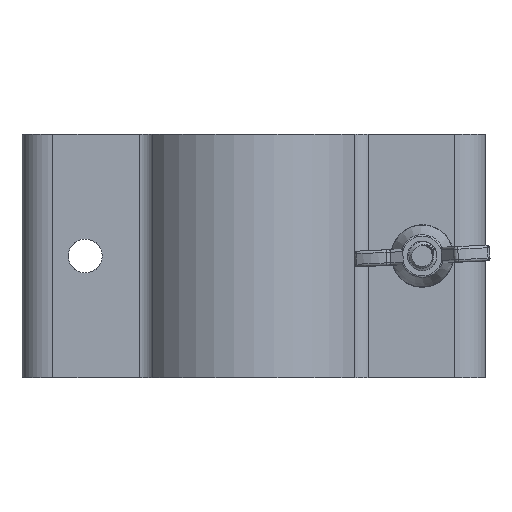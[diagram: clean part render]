
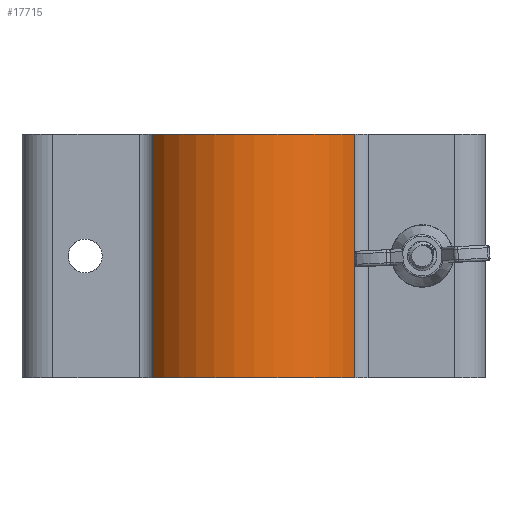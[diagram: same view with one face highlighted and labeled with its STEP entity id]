
A CAD part, front view. The second image highlights one B-rep face of the part: STEP entity #17715.
In plain terms, the highlighted cylindrical face has radius 19.4 mm (diameter 38.8 mm), a partial arc.
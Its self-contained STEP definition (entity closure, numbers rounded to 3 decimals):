
#109 = FACE_OUTER_BOUND ( 'NONE', #19214, .T. ) ;
#336 = VECTOR ( 'NONE', #7579, 1000. ) ;
#504 = CIRCLE ( 'NONE', #13104, 19.4 ) ;
#632 = CARTESIAN_POINT ( 'NONE',  ( 16.64, 11.234, 40. ) ) ;
#2564 = DIRECTION ( 'NONE',  ( 0., 0., -1. ) ) ;
#2601 = EDGE_CURVE ( 'NONE', #8019, #18279, #9837, .T. ) ;
#3328 = EDGE_CURVE ( 'NONE', #8019, #4968, #11886, .T. ) ;
#3648 = CARTESIAN_POINT ( 'NONE',  ( 0., 1.262, 0. ) ) ;
#3749 = DIRECTION ( 'NONE',  ( 0., 0., 1. ) ) ;
#4005 = AXIS2_PLACEMENT_3D ( 'NONE', #16654, #2564, #17403 ) ;
#4287 = DIRECTION ( 'NONE',  ( 0., 0., 1. ) ) ;
#4477 = AXIS2_PLACEMENT_3D ( 'NONE', #17725, #4287, #5973 ) ;
#4968 = VERTEX_POINT ( 'NONE', #7362 ) ;
#5414 = EDGE_CURVE ( 'NONE', #10419, #18279, #11738, .T. ) ;
#5428 = ORIENTED_EDGE ( 'NONE', *, *, #3328, .T. ) ;
#5973 = DIRECTION ( 'NONE',  ( -1., 0., 0. ) ) ;
#6187 = CYLINDRICAL_SURFACE ( 'NONE', #4005, 19.4 ) ;
#7362 = CARTESIAN_POINT ( 'NONE',  ( 16.64, 11.234, 0. ) ) ;
#7579 = DIRECTION ( 'NONE',  ( 0., 0., -1. ) ) ;
#8019 = VERTEX_POINT ( 'NONE', #632 ) ;
#9837 = CIRCLE ( 'NONE', #4477, 19.4 ) ;
#10419 = VERTEX_POINT ( 'NONE', #11594 ) ;
#11594 = CARTESIAN_POINT ( 'NONE',  ( -16.64, 11.234, 0. ) ) ;
#11738 = LINE ( 'NONE', #17706, #15436 ) ;
#11886 = LINE ( 'NONE', #12079, #336 ) ;
#12079 = CARTESIAN_POINT ( 'NONE',  ( 16.64, 11.234, 40. ) ) ;
#13104 = AXIS2_PLACEMENT_3D ( 'NONE', #3648, #3749, #15900 ) ;
#14664 = ORIENTED_EDGE ( 'NONE', *, *, #5414, .T. ) ;
#14871 = DIRECTION ( 'NONE',  ( 0., 0., 1. ) ) ;
#15033 = ORIENTED_EDGE ( 'NONE', *, *, #2601, .F. ) ;
#15436 = VECTOR ( 'NONE', #14871, 1000. ) ;
#15900 = DIRECTION ( 'NONE',  ( -1., 0., 0. ) ) ;
#16654 = CARTESIAN_POINT ( 'NONE',  ( 0., 1.262, 40. ) ) ;
#17403 = DIRECTION ( 'NONE',  ( -1., 0., 0. ) ) ;
#17684 = ORIENTED_EDGE ( 'NONE', *, *, #18216, .T. ) ;
#17706 = CARTESIAN_POINT ( 'NONE',  ( -16.64, 11.234, 40. ) ) ;
#17715 = ADVANCED_FACE ( 'NONE', ( #109 ), #6187, .T. ) ;
#17725 = CARTESIAN_POINT ( 'NONE',  ( 0., 1.262, 40. ) ) ;
#18216 = EDGE_CURVE ( 'NONE', #4968, #10419, #504, .T. ) ;
#18279 = VERTEX_POINT ( 'NONE', #19358 ) ;
#19214 = EDGE_LOOP ( 'NONE', ( #15033, #5428, #17684, #14664 ) ) ;
#19358 = CARTESIAN_POINT ( 'NONE',  ( -16.64, 11.234, 40. ) ) ;
